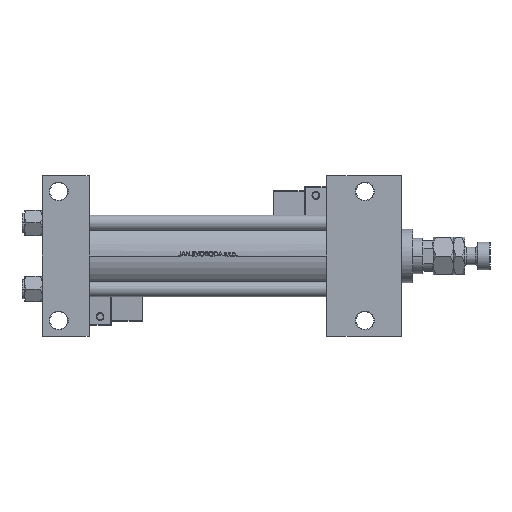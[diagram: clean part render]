
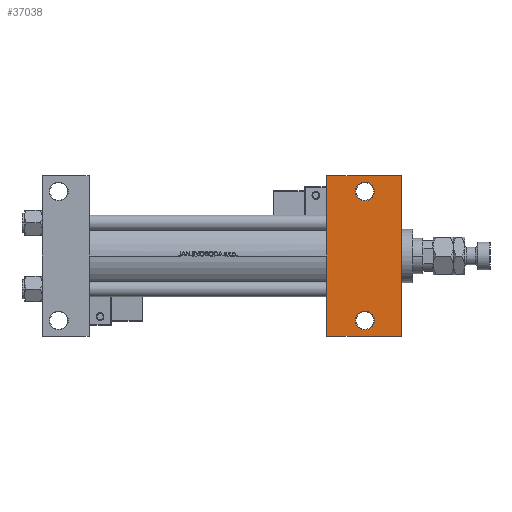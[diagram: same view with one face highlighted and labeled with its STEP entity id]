
A CAD part, front view. The second image highlights one B-rep face of the part: STEP entity #37038.
In plain terms, the highlighted face is planar.
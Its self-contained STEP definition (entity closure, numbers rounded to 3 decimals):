
#1644 = DIRECTION ( 'NONE',  ( 0., 0., -1. ) ) ;
#1649 = CARTESIAN_POINT ( 'NONE',  ( 255., -51., -37.5 ) ) ;
#4566 = DIRECTION ( 'NONE',  ( 1., 0., 0. ) ) ;
#5113 = FACE_BOUND ( 'NONE', #9822, .T. ) ;
#5226 = CARTESIAN_POINT ( 'NONE',  ( 255., 51., -37.5 ) ) ;
#5846 = CARTESIAN_POINT ( 'NONE',  ( 225., -63.5, -37.5 ) ) ;
#5938 = CIRCLE ( 'NONE', #12805, 7.5 ) ;
#6156 = DIRECTION ( 'NONE',  ( 0., 0., 1. ) ) ;
#7633 = CIRCLE ( 'NONE', #34341, 7.5 ) ;
#8219 = VERTEX_POINT ( 'NONE', #32954 ) ;
#8538 = VECTOR ( 'NONE', #9053, 1000. ) ;
#9053 = DIRECTION ( 'NONE',  ( 0., -1., 0. ) ) ;
#9719 = LINE ( 'NONE', #26631, #12751 ) ;
#9822 = EDGE_LOOP ( 'NONE', ( #15068, #45550 ) ) ;
#10236 = VERTEX_POINT ( 'NONE', #20927 ) ;
#10502 = ORIENTED_EDGE ( 'NONE', *, *, #16873, .T. ) ;
#11089 = VECTOR ( 'NONE', #4566, 1000. ) ;
#11516 = ORIENTED_EDGE ( 'NONE', *, *, #17446, .T. ) ;
#12103 = EDGE_CURVE ( 'NONE', #22310, #37216, #9719, .T. ) ;
#12751 = VECTOR ( 'NONE', #26089, 1000. ) ;
#12805 = AXIS2_PLACEMENT_3D ( 'NONE', #1649, #13981, #30344 ) ;
#12984 = CARTESIAN_POINT ( 'NONE',  ( 284., -63.5, -37.5 ) ) ;
#13980 = EDGE_CURVE ( 'NONE', #50366, #22310, #20873, .T. ) ;
#13981 = DIRECTION ( 'NONE',  ( 0., 0., 1. ) ) ;
#14827 = CARTESIAN_POINT ( 'NONE',  ( 284., 63.5, -37.5 ) ) ;
#15068 = ORIENTED_EDGE ( 'NONE', *, *, #38077, .T. ) ;
#16317 = VERTEX_POINT ( 'NONE', #36049 ) ;
#16873 = EDGE_CURVE ( 'NONE', #16317, #51100, #7633, .T. ) ;
#17446 = EDGE_CURVE ( 'NONE', #29304, #50366, #41332, .T. ) ;
#17472 = FACE_OUTER_BOUND ( 'NONE', #25658, .T. ) ;
#17629 = DIRECTION ( 'NONE',  ( 0., 0., 1. ) ) ;
#17841 = DIRECTION ( 'NONE',  ( 0., 0., 1. ) ) ;
#20617 = CARTESIAN_POINT ( 'NONE',  ( 284., 37.5, -37.5 ) ) ;
#20873 = LINE ( 'NONE', #20617, #8538 ) ;
#20927 = CARTESIAN_POINT ( 'NONE',  ( 247.5, -51., -37.5 ) ) ;
#21644 = CARTESIAN_POINT ( 'NONE',  ( 255., -51., -37.5 ) ) ;
#22097 = EDGE_CURVE ( 'NONE', #29304, #37216, #31012, .T. ) ;
#22310 = VERTEX_POINT ( 'NONE', #12984 ) ;
#25504 = FACE_BOUND ( 'NONE', #43776, .T. ) ;
#25658 = EDGE_LOOP ( 'NONE', ( #30843, #11516, #35693, #37319 ) ) ;
#26089 = DIRECTION ( 'NONE',  ( -1., 0., 0. ) ) ;
#26631 = CARTESIAN_POINT ( 'NONE',  ( 225., -63.5, -37.5 ) ) ;
#27309 = AXIS2_PLACEMENT_3D ( 'NONE', #33834, #1644, #38116 ) ;
#29304 = VERTEX_POINT ( 'NONE', #42176 ) ;
#30320 = VECTOR ( 'NONE', #38783, 1000. ) ;
#30344 = DIRECTION ( 'NONE',  ( -1., 0., 0. ) ) ;
#30843 = ORIENTED_EDGE ( 'NONE', *, *, #22097, .F. ) ;
#31012 = LINE ( 'NONE', #31518, #30320 ) ;
#31518 = CARTESIAN_POINT ( 'NONE',  ( 225., 37.5, -37.5 ) ) ;
#31797 = CIRCLE ( 'NONE', #35229, 7.5 ) ;
#32954 = CARTESIAN_POINT ( 'NONE',  ( 262.5, -51., -37.5 ) ) ;
#33834 = CARTESIAN_POINT ( 'NONE',  ( 284., 37.5, -37.5 ) ) ;
#34341 = AXIS2_PLACEMENT_3D ( 'NONE', #5226, #17841, #50257 ) ;
#35229 = AXIS2_PLACEMENT_3D ( 'NONE', #21644, #17629, #38013 ) ;
#35693 = ORIENTED_EDGE ( 'NONE', *, *, #13980, .T. ) ;
#36049 = CARTESIAN_POINT ( 'NONE',  ( 247.5, 51., -37.5 ) ) ;
#36733 = CIRCLE ( 'NONE', #43554, 7.5 ) ;
#37038 = ADVANCED_FACE ( 'NONE', ( #25504, #5113, #17472 ), #50149, .T. ) ;
#37216 = VERTEX_POINT ( 'NONE', #5846 ) ;
#37319 = ORIENTED_EDGE ( 'NONE', *, *, #12103, .T. ) ;
#37565 = CARTESIAN_POINT ( 'NONE',  ( 225., 63.5, -37.5 ) ) ;
#38013 = DIRECTION ( 'NONE',  ( -1., 0., 0. ) ) ;
#38077 = EDGE_CURVE ( 'NONE', #10236, #8219, #5938, .T. ) ;
#38116 = DIRECTION ( 'NONE',  ( -1., 0., 0. ) ) ;
#38783 = DIRECTION ( 'NONE',  ( 0., -1., 0. ) ) ;
#38856 = CARTESIAN_POINT ( 'NONE',  ( 262.5, 51., -37.5 ) ) ;
#38884 = DIRECTION ( 'NONE',  ( -1., 0., 0. ) ) ;
#41332 = LINE ( 'NONE', #37565, #11089 ) ;
#42176 = CARTESIAN_POINT ( 'NONE',  ( 225., 63.5, -37.5 ) ) ;
#42896 = CARTESIAN_POINT ( 'NONE',  ( 255., 51., -37.5 ) ) ;
#43554 = AXIS2_PLACEMENT_3D ( 'NONE', #42896, #6156, #38884 ) ;
#43776 = EDGE_LOOP ( 'NONE', ( #10502, #52130 ) ) ;
#44862 = EDGE_CURVE ( 'NONE', #8219, #10236, #31797, .T. ) ;
#45550 = ORIENTED_EDGE ( 'NONE', *, *, #44862, .T. ) ;
#47863 = EDGE_CURVE ( 'NONE', #51100, #16317, #36733, .T. ) ;
#50149 = PLANE ( 'NONE',  #27309 ) ;
#50257 = DIRECTION ( 'NONE',  ( -1., 0., 0. ) ) ;
#50366 = VERTEX_POINT ( 'NONE', #14827 ) ;
#51100 = VERTEX_POINT ( 'NONE', #38856 ) ;
#52130 = ORIENTED_EDGE ( 'NONE', *, *, #47863, .T. ) ;
